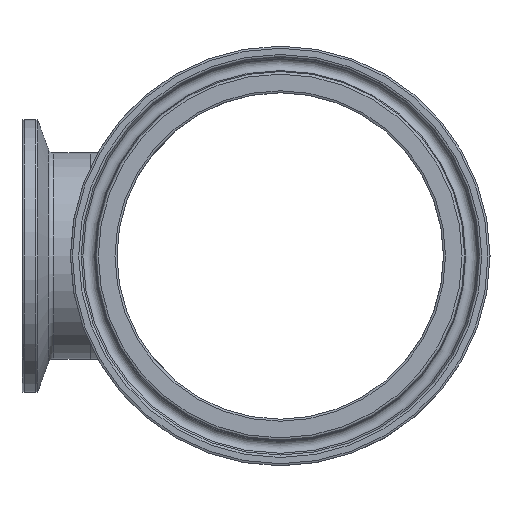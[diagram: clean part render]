
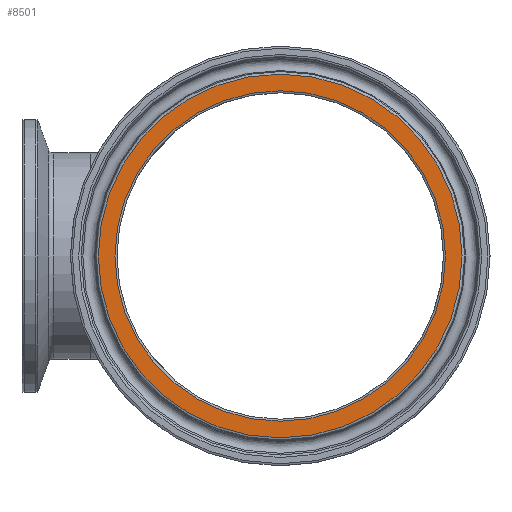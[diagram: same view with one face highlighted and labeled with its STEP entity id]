
A CAD part, left-side view. The second image highlights one B-rep face of the part: STEP entity #8501.
In plain terms, the highlighted planar face has unit normal (-1, 0, 0).
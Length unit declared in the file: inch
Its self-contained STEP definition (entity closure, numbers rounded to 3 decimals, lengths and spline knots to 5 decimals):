
#181=FACE_BOUND('',#1623,.T.);
#391=PLANE('',#9021);
#1059=FACE_OUTER_BOUND('',#1622,.T.);
#1622=EDGE_LOOP('',(#7836));
#1623=EDGE_LOOP('',(#7837));
#2968=CIRCLE('',#9020,1.2);
#2969=CIRCLE('',#9022,1.32066);
#4211=VERTEX_POINT('',#18389);
#4212=VERTEX_POINT('',#18392);
#5429=EDGE_CURVE('',#4211,#4211,#2968,.T.);
#5430=EDGE_CURVE('',#4212,#4212,#2969,.T.);
#7836=ORIENTED_EDGE('',*,*,#5430,.F.);
#7837=ORIENTED_EDGE('',*,*,#5429,.F.);
#8501=ADVANCED_FACE('',(#1059,#181),#391,.T.);
#9020=AXIS2_PLACEMENT_3D('',#18390,#10605,#10606);
#9021=AXIS2_PLACEMENT_3D('',#18391,#10607,#10608);
#9022=AXIS2_PLACEMENT_3D('',#18393,#10609,#10610);
#10605=DIRECTION('center_axis',(-1.,0.,0.));
#10606=DIRECTION('ref_axis',(0.,-1.,0.));
#10607=DIRECTION('center_axis',(-1.,0.,0.));
#10608=DIRECTION('ref_axis',(0.,0.,1.));
#10609=DIRECTION('center_axis',(1.,0.,0.));
#10610=DIRECTION('ref_axis',(0.,-1.,0.));
#18389=CARTESIAN_POINT('',(-3.625,-0.425,0.));
#18390=CARTESIAN_POINT('Origin',(-3.625,-1.625,0.));
#18391=CARTESIAN_POINT('Origin',(-3.625,-0.29034,0.));
#18392=CARTESIAN_POINT('',(-3.625,-0.30434,0.));
#18393=CARTESIAN_POINT('Origin',(-3.625,-1.625,0.));
